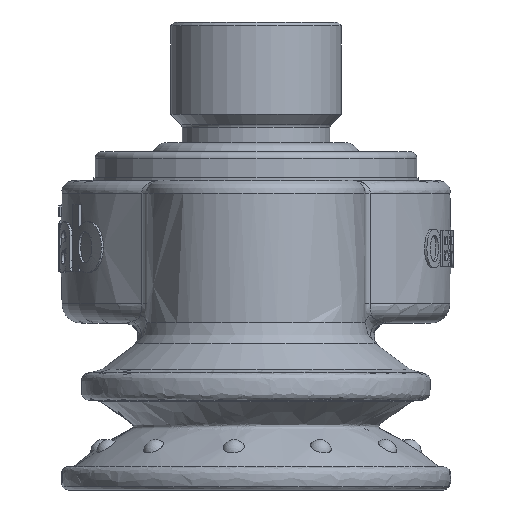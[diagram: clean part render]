
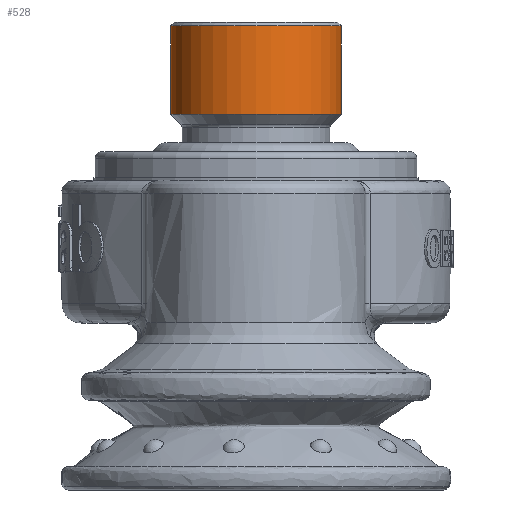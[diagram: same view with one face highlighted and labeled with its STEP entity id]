
A CAD part, front view. The second image highlights one B-rep face of the part: STEP entity #528.
In plain terms, the highlighted cylindrical face has radius 6.579 mm (diameter 13.157 mm), a full revolution.
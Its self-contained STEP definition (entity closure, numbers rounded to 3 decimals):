
#528 = ADVANCED_FACE( '', ( #1324, #1325 ), #1326, .T. );
#1324 = FACE_OUTER_BOUND( '', #3121, .T. );
#1325 = FACE_OUTER_BOUND( '', #3122, .T. );
#1326 = CYLINDRICAL_SURFACE( '', #3123, 6.579 );
#3121 = EDGE_LOOP( '', ( #27113 ) );
#3122 = EDGE_LOOP( '', ( #27114 ) );
#3123 = AXIS2_PLACEMENT_3D( '', #27115, #27116, #27117 );
#27113 = ORIENTED_EDGE( '', *, *, #29598, .T. );
#27114 = ORIENTED_EDGE( '', *, *, #29599, .F. );
#27115 = CARTESIAN_POINT( '', ( 0., 0., -8.98 ) );
#27116 = DIRECTION( '', ( 0., 0., 1. ) );
#27117 = DIRECTION( '', ( -1., 0., 0. ) );
#29598 = EDGE_CURVE( '', #30781, #30781, #30782, .T. );
#29599 = EDGE_CURVE( '', #30783, #30783, #30784, .T. );
#30781 = VERTEX_POINT( '', #32767 );
#30782 = CIRCLE( '', #32768, 6.579 );
#30783 = VERTEX_POINT( '', #32769 );
#30784 = CIRCLE( '', #32770, 6.579 );
#32767 = CARTESIAN_POINT( '', ( -6.579, 0., 11.7 ) );
#32768 = AXIS2_PLACEMENT_3D( '', #41546, #41547, #41548 );
#32769 = CARTESIAN_POINT( '', ( -6.579, 0., 4.879 ) );
#32770 = AXIS2_PLACEMENT_3D( '', #41549, #41550, #41551 );
#41546 = CARTESIAN_POINT( '', ( 0., 0., 11.7 ) );
#41547 = DIRECTION( '', ( 0., 0., -1. ) );
#41548 = DIRECTION( '', ( -1., 0., 0. ) );
#41549 = CARTESIAN_POINT( '', ( 0., 0., 4.879 ) );
#41550 = DIRECTION( '', ( 0., 0., -1. ) );
#41551 = DIRECTION( '', ( -1., 0., 0. ) );
